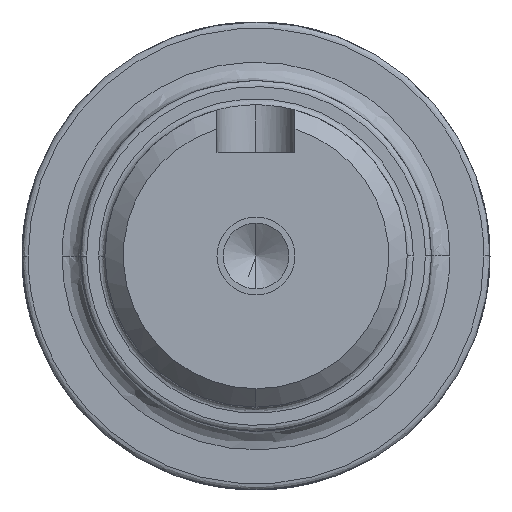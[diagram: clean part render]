
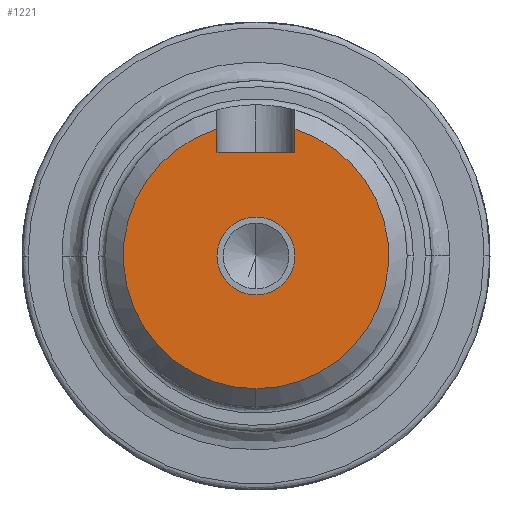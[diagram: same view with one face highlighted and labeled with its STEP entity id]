
A CAD part, left-side view. The second image highlights one B-rep face of the part: STEP entity #1221.
In plain terms, the highlighted planar face has unit normal (-1, 0, 0).
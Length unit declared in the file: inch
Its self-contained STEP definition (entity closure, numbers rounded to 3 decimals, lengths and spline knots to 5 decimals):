
#2 = CARTESIAN_POINT ( 'NONE',  ( -15.60177, -0.25, 0.81302 ) ) ;
#59 = ORIENTED_EDGE ( 'NONE', *, *, #849, .F. ) ;
#74 = DIRECTION ( 'NONE',  ( 0., 1., 0. ) ) ;
#76 = DIRECTION ( 'NONE',  ( 1., 0., 0. ) ) ;
#83 = PLANE ( 'NONE',  #866 ) ;
#90 = CARTESIAN_POINT ( 'NONE',  ( -15.60177, 0.25, 0.66516 ) ) ;
#315 = ORIENTED_EDGE ( 'NONE', *, *, #1738, .F. ) ;
#318 = CARTESIAN_POINT ( 'NONE',  ( -15.60177, 0., 0. ) ) ;
#343 = VECTOR ( 'NONE', #1797, 39.37008 ) ;
#406 = CARTESIAN_POINT ( 'NONE',  ( -15.60177, 0., 0.25 ) ) ;
#464 = DIRECTION ( 'NONE',  ( 0., 0., -1. ) ) ;
#486 = EDGE_CURVE ( 'NONE', #554, #487, #1934, .T. ) ;
#487 = VERTEX_POINT ( 'NONE', #918 ) ;
#489 = VERTEX_POINT ( 'NONE', #862 ) ;
#502 = DIRECTION ( 'NONE',  ( 0., -1., 0. ) ) ;
#520 = CARTESIAN_POINT ( 'NONE',  ( -15.60177, 0., 0.66516 ) ) ;
#554 = VERTEX_POINT ( 'NONE', #90 ) ;
#591 = FACE_OUTER_BOUND ( 'NONE', #1331, .T. ) ;
#600 = AXIS2_PLACEMENT_3D ( 'NONE', #948, #942, #932 ) ;
#615 = CIRCLE ( 'NONE', #710, 0.25 ) ;
#665 = VERTEX_POINT ( 'NONE', #2 ) ;
#700 = AXIS2_PLACEMENT_3D ( 'NONE', #1674, #1665, #1655 ) ;
#710 = AXIS2_PLACEMENT_3D ( 'NONE', #1820, #1815, #1804 ) ;
#814 = CIRCLE ( 'NONE', #600, 0.25 ) ;
#840 = LINE ( 'NONE', #1680, #343 ) ;
#849 = EDGE_CURVE ( 'NONE', #1165, #1077, #615, .T. ) ;
#862 = CARTESIAN_POINT ( 'NONE',  ( -15.60177, -0.25, 0.66516 ) ) ;
#866 = AXIS2_PLACEMENT_3D ( 'NONE', #1032, #76, #74 ) ;
#884 = CIRCLE ( 'NONE', #1730, 0.85059 ) ;
#895 = EDGE_CURVE ( 'NONE', #1939, #487, #1341, .T. ) ;
#904 = EDGE_CURVE ( 'NONE', #665, #489, #840, .T. ) ;
#918 = CARTESIAN_POINT ( 'NONE',  ( -15.60177, 0.25, 0.81302 ) ) ;
#926 = CARTESIAN_POINT ( 'NONE',  ( -15.60177, 0., -0.25 ) ) ;
#932 = DIRECTION ( 'NONE',  ( 0., 0., 1. ) ) ;
#942 = DIRECTION ( 'NONE',  ( -1., 0., 0. ) ) ;
#948 = CARTESIAN_POINT ( 'NONE',  ( -15.60177, 0., 0. ) ) ;
#973 = CARTESIAN_POINT ( 'NONE',  ( -15.60177, 0., -0.85059 ) ) ;
#1006 = EDGE_CURVE ( 'NONE', #1077, #1165, #814, .T. ) ;
#1032 = CARTESIAN_POINT ( 'NONE',  ( -15.60177, 0., 0. ) ) ;
#1050 = DIRECTION ( 'NONE',  ( 0., 0., 1. ) ) ;
#1061 = EDGE_CURVE ( 'NONE', #554, #489, #1640, .T. ) ;
#1077 = VERTEX_POINT ( 'NONE', #406 ) ;
#1165 = VERTEX_POINT ( 'NONE', #926 ) ;
#1221 = ADVANCED_FACE ( 'NONE', ( #591, #1920 ), #83, .F. ) ;
#1257 = EDGE_LOOP ( 'NONE', ( #1274, #59 ) ) ;
#1274 = ORIENTED_EDGE ( 'NONE', *, *, #1006, .F. ) ;
#1331 = EDGE_LOOP ( 'NONE', ( #1808, #1852, #315, #1786, #1827 ) ) ;
#1341 = CIRCLE ( 'NONE', #700, 0.85059 ) ;
#1434 = DIRECTION ( 'NONE',  ( 1., 0., 0. ) ) ;
#1480 = CARTESIAN_POINT ( 'NONE',  ( -15.60177, 0.25, 0.66516 ) ) ;
#1640 = LINE ( 'NONE', #520, #1737 ) ;
#1655 = DIRECTION ( 'NONE',  ( 0., 0., -1. ) ) ;
#1665 = DIRECTION ( 'NONE',  ( 1., 0., 0. ) ) ;
#1674 = CARTESIAN_POINT ( 'NONE',  ( -15.60177, 0., 0. ) ) ;
#1680 = CARTESIAN_POINT ( 'NONE',  ( -15.60177, -0.25, 0.66516 ) ) ;
#1684 = VECTOR ( 'NONE', #1050, 39.37008 ) ;
#1730 = AXIS2_PLACEMENT_3D ( 'NONE', #318, #1434, #464 ) ;
#1737 = VECTOR ( 'NONE', #502, 39.37008 ) ;
#1738 = EDGE_CURVE ( 'NONE', #665, #1939, #884, .T. ) ;
#1786 = ORIENTED_EDGE ( 'NONE', *, *, #904, .T. ) ;
#1797 = DIRECTION ( 'NONE',  ( 0., 0., -1. ) ) ;
#1804 = DIRECTION ( 'NONE',  ( 0., 0., 1. ) ) ;
#1808 = ORIENTED_EDGE ( 'NONE', *, *, #486, .T. ) ;
#1815 = DIRECTION ( 'NONE',  ( -1., 0., 0. ) ) ;
#1820 = CARTESIAN_POINT ( 'NONE',  ( -15.60177, 0., 0. ) ) ;
#1827 = ORIENTED_EDGE ( 'NONE', *, *, #1061, .F. ) ;
#1852 = ORIENTED_EDGE ( 'NONE', *, *, #895, .F. ) ;
#1920 = FACE_BOUND ( 'NONE', #1257, .T. ) ;
#1934 = LINE ( 'NONE', #1480, #1684 ) ;
#1939 = VERTEX_POINT ( 'NONE', #973 ) ;
